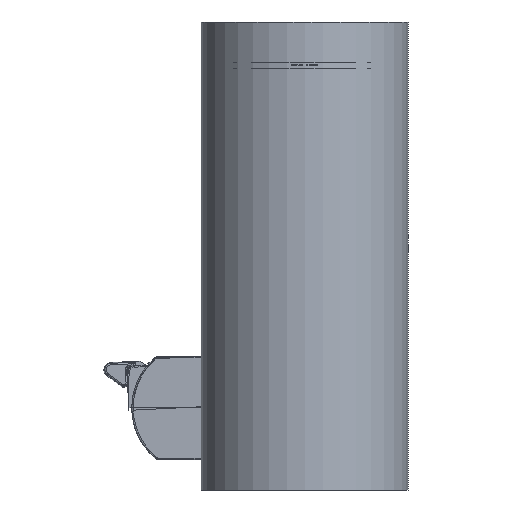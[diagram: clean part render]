
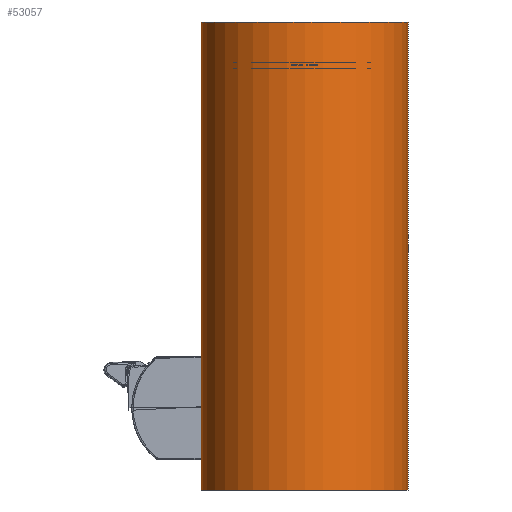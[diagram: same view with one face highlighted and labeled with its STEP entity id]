
A CAD part, front view. The second image highlights one B-rep face of the part: STEP entity #53057.
In plain terms, the highlighted cylindrical face has radius 35 mm (diameter 70 mm), a partial arc.
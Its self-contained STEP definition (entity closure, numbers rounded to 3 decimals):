
#2324 = VERTEX_POINT ( 'NONE', #6057 ) ;
#2533 = VECTOR ( 'NONE', #53250, 1000. ) ;
#3484 = AXIS2_PLACEMENT_3D ( 'NONE', #25778, #58962, #30556 ) ;
#4513 = EDGE_LOOP ( 'NONE', ( #48124, #48875, #48989, #19033 ) ) ;
#6057 = CARTESIAN_POINT ( 'NONE',  ( 35., 0., 75.975 ) ) ;
#6355 = VERTEX_POINT ( 'NONE', #7864 ) ;
#7864 = CARTESIAN_POINT ( 'NONE',  ( -35., 0., 75.975 ) ) ;
#7889 = LINE ( 'NONE', #24846, #30368 ) ;
#12127 = CARTESIAN_POINT ( 'NONE',  ( 35., 0., -82.375 ) ) ;
#12223 = EDGE_CURVE ( 'NONE', #43057, #34570, #44477, .T. ) ;
#13019 = DIRECTION ( 'NONE',  ( 0., 0., 1. ) ) ;
#15042 = CARTESIAN_POINT ( 'NONE',  ( 35., 0., -81.375 ) ) ;
#15795 = DIRECTION ( 'NONE',  ( 1., 0., 0. ) ) ;
#19033 = ORIENTED_EDGE ( 'NONE', *, *, #20953, .T. ) ;
#20673 = DIRECTION ( 'NONE',  ( 0., 0., 1. ) ) ;
#20953 = EDGE_CURVE ( 'NONE', #2324, #6355, #60883, .T. ) ;
#24846 = CARTESIAN_POINT ( 'NONE',  ( -35., 0., -81.375 ) ) ;
#25778 = CARTESIAN_POINT ( 'NONE',  ( 0., 0., 75.975 ) ) ;
#27130 = CYLINDRICAL_SURFACE ( 'NONE', #50229, 35. ) ;
#29481 = LINE ( 'NONE', #15042, #2533 ) ;
#30368 = VECTOR ( 'NONE', #39057, 1000. ) ;
#30556 = DIRECTION ( 'NONE',  ( 1., 0., 0. ) ) ;
#31838 = EDGE_CURVE ( 'NONE', #34570, #2324, #29481, .T. ) ;
#32793 = CARTESIAN_POINT ( 'NONE',  ( -35., 0., -82.375 ) ) ;
#34570 = VERTEX_POINT ( 'NONE', #12127 ) ;
#39057 = DIRECTION ( 'NONE',  ( 0., 0., 1. ) ) ;
#41310 = FACE_OUTER_BOUND ( 'NONE', #4513, .T. ) ;
#41670 = CARTESIAN_POINT ( 'NONE',  ( 0., 0., -82.375 ) ) ;
#43057 = VERTEX_POINT ( 'NONE', #32793 ) ;
#44477 = CIRCLE ( 'NONE', #61042, 35. ) ;
#46480 = DIRECTION ( 'NONE',  ( 1., 0., 0. ) ) ;
#48124 = ORIENTED_EDGE ( 'NONE', *, *, #61023, .F. ) ;
#48875 = ORIENTED_EDGE ( 'NONE', *, *, #12223, .T. ) ;
#48989 = ORIENTED_EDGE ( 'NONE', *, *, #31838, .T. ) ;
#49253 = CARTESIAN_POINT ( 'NONE',  ( 0., 0., -81.375 ) ) ;
#50229 = AXIS2_PLACEMENT_3D ( 'NONE', #49253, #20673, #15795 ) ;
#53057 = ADVANCED_FACE ( 'NONE', ( #41310 ), #27130, .T. ) ;
#53250 = DIRECTION ( 'NONE',  ( 0., 0., 1. ) ) ;
#58962 = DIRECTION ( 'NONE',  ( 0., 0., -1. ) ) ;
#60883 = CIRCLE ( 'NONE', #3484, 35. ) ;
#61023 = EDGE_CURVE ( 'NONE', #43057, #6355, #7889, .T. ) ;
#61042 = AXIS2_PLACEMENT_3D ( 'NONE', #41670, #13019, #46480 ) ;
